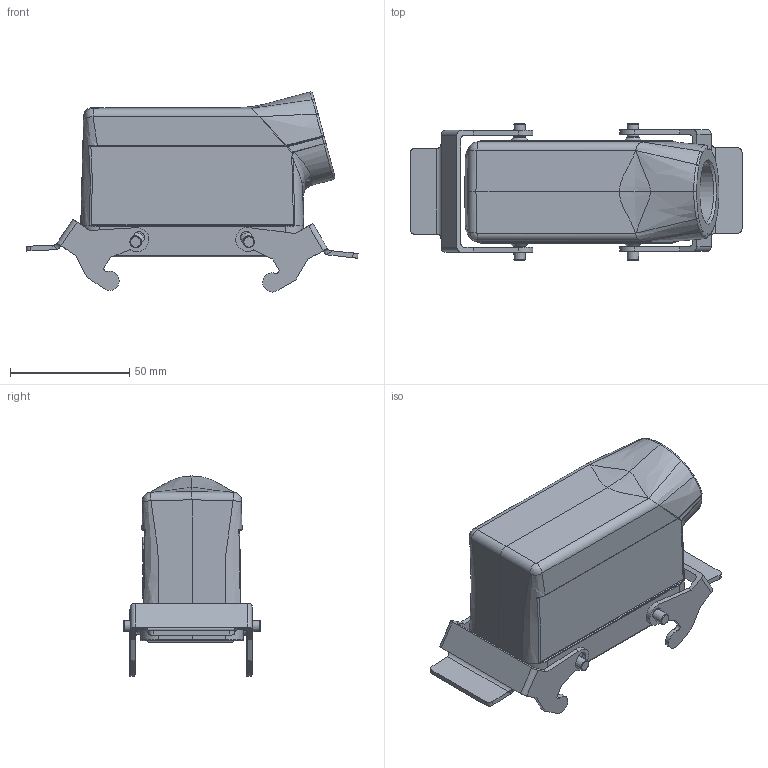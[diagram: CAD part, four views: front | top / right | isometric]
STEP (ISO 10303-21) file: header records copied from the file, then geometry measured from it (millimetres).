
FILE_DESCRIPTION((''),'2;1');
FILE_NAME('04300161566.stp','2020-07-07T15:58:41',('e.eickhoff'),(''),'Autodesk Inventor 2012','Autodesk Inventor 2012','');
FILE_SCHEMA(('AUTOMOTIVE_DESIGN { 1 0 10303 214 1 1 1 1 }'));
Length unit declared in the file: millimetre
Products named in the file (3): 04300161566; Metallbügel Quer
Assembly tree (3 placements, depth 2):
  04300161566
    04300161566
    Metallbügel Quer  x2
Bounding box: 139.17 x 57.2 x 83.87 mm (x, y, z)
Volume: 82145.8 mm3; surface area: 49563.2 mm2
Topology: 3 solids, 3 shells, 517 faces, 1819 edges, 1819 vertices
Faces by surface type: plane 202, cylinder 138, bspline 134, cone 29, torus 12, sphere 2
Full cylindrical faces by diameter (mm): 3 x4, 21 x1, 25 x1
Entity records: 22128 total; most frequent: CARTESIAN_POINT 8757, DIRECTION 2373, ORIENTED_EDGE 2170, EDGE_CURVE 1085, AXIS2_PLACEMENT_3D 841, VECTOR 691, LINE 691, VERTEX_POINT 671
